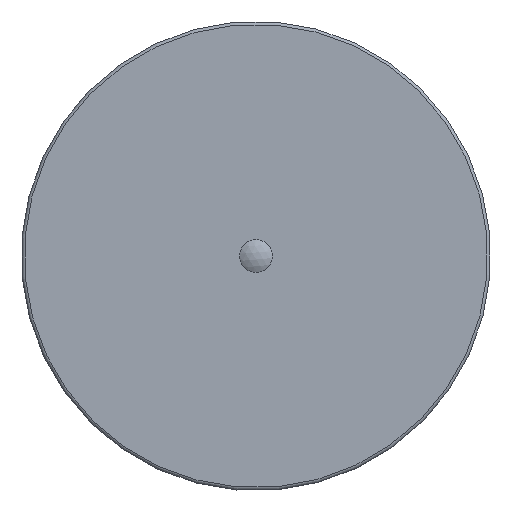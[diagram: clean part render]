
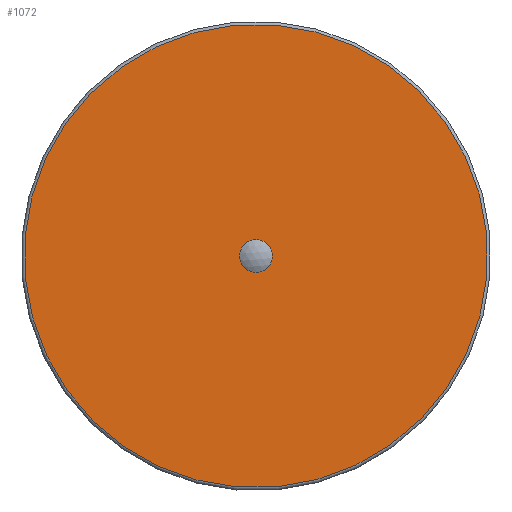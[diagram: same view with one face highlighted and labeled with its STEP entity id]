
A CAD part, front view. The second image highlights one B-rep face of the part: STEP entity #1072.
In plain terms, the highlighted planar face has unit normal (0, -1, 0).
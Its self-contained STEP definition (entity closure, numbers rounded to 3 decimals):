
#57=FACE_BOUND('',#228,.T.);
#85=PLANE('',#1211);
#157=FACE_OUTER_BOUND('',#227,.T.);
#227=EDGE_LOOP('',(#869,#870));
#228=EDGE_LOOP('',(#871,#872));
#355=CIRCLE('',#1175,4.);
#356=CIRCLE('',#1176,4.);
#374=CIRCLE('',#1208,84.632);
#375=CIRCLE('',#1209,84.632);
#455=VERTEX_POINT('',#8396);
#456=VERTEX_POINT('',#8398);
#477=VERTEX_POINT('',#14460);
#478=VERTEX_POINT('',#14461);
#584=EDGE_CURVE('',#456,#455,#355,.T.);
#585=EDGE_CURVE('',#455,#456,#356,.T.);
#617=EDGE_CURVE('',#477,#478,#374,.T.);
#618=EDGE_CURVE('',#478,#477,#375,.T.);
#869=ORIENTED_EDGE('',*,*,#617,.T.);
#870=ORIENTED_EDGE('',*,*,#618,.T.);
#871=ORIENTED_EDGE('',*,*,#584,.T.);
#872=ORIENTED_EDGE('',*,*,#585,.T.);
#1072=ADVANCED_FACE('',(#157,#57),#85,.T.);
#1175=AXIS2_PLACEMENT_3D('',#8399,#1405,#1406);
#1176=AXIS2_PLACEMENT_3D('',#8400,#1407,#1408);
#1208=AXIS2_PLACEMENT_3D('',#14462,#1482,#1483);
#1209=AXIS2_PLACEMENT_3D('',#14463,#1484,#1485);
#1211=AXIS2_PLACEMENT_3D('',#14465,#1488,#1489);
#1405=DIRECTION('center_axis',(0.,1.,0.));
#1406=DIRECTION('ref_axis',(-0.091,0.,0.996));
#1407=DIRECTION('center_axis',(0.,1.,0.));
#1408=DIRECTION('ref_axis',(-0.091,0.,0.996));
#1482=DIRECTION('center_axis',(0.,-1.,0.));
#1483=DIRECTION('ref_axis',(-0.996,0.,-0.091));
#1484=DIRECTION('center_axis',(0.,-1.,0.));
#1485=DIRECTION('ref_axis',(-0.996,0.,-0.091));
#1488=DIRECTION('center_axis',(0.,-1.,0.));
#1489=DIRECTION('ref_axis',(-0.091,0.,0.996));
#8396=CARTESIAN_POINT('',(-3.192,-107.743,-3.983));
#8398=CARTESIAN_POINT('',(-3.923,-107.743,3.983));
#8399=CARTESIAN_POINT('Origin',(-3.557,-107.743,0.));
#8400=CARTESIAN_POINT('Origin',(-3.557,-107.743,0.));
#14460=CARTESIAN_POINT('',(-87.835,-107.743,-7.741));
#14461=CARTESIAN_POINT('',(4.183,-107.743,-84.278));
#14462=CARTESIAN_POINT('Origin',(-3.557,-107.743,0.));
#14463=CARTESIAN_POINT('Origin',(-3.557,-107.743,0.));
#14465=CARTESIAN_POINT('Origin',(-3.557,-107.743,0.));
